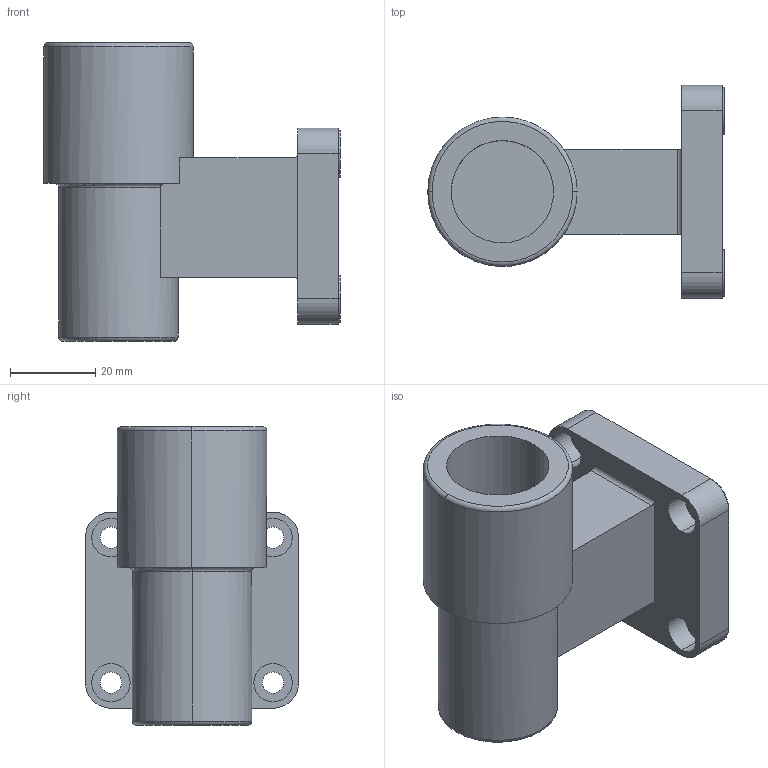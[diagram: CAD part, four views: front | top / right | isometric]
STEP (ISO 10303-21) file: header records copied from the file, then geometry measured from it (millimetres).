
FILE_DESCRIPTION (( 'STEP AP203' ), '1' );
FILE_NAME ('LW24.STP', '2021-01-20T09:55:20', ( '' ), ( '' ), 'SwSTEP 2.0', 'SolidWorks 2019', '' );
FILE_SCHEMA (( 'CONFIG_CONTROL_DESIGN' ));
Length unit declared in the file: millimetre
Products named in the file (1): LW24
Bounding box: 69.5 x 50 x 70 mm (x, y, z)
Volume: 61029.4 mm3; surface area: 22699.9 mm2
Topology: 1 solids, 1 shells, 84 faces, 205 edges, 135 vertices
Faces by surface type: cylinder 42, plane 36, torus 6
Entity records: 2625 total; most frequent: DIRECTION 472, CARTESIAN_POINT 453, ORIENTED_EDGE 410, EDGE_CURVE 205, AXIS2_PLACEMENT_3D 184, VERTEX_POINT 135, VECTOR 104, LINE 104
